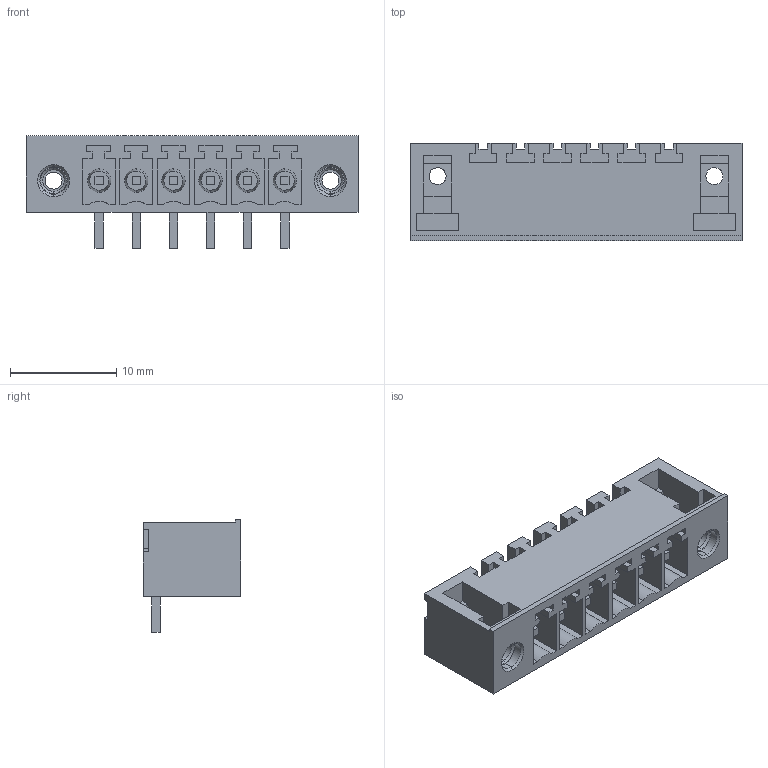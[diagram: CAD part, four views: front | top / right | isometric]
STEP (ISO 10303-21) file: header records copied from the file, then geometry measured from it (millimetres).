
FILE_DESCRIPTION(/* description */ (''),/* implementation_level */ '2;1');
FILE_NAME(/* name */ 'STE40ED',/* time_stamp */ '2021-12-23T17:36:33-05:00',/* author */ (''),/* organization */ (''),/* preprocessor_version */ 'ST-DEVELOPER v16.5',/* originating_system */ '',/* authorisation */ '');
FILE_SCHEMA (('AUTOMOTIVE_DESIGN_CC2'));
Length unit declared in the file: millimetre
Products named in the file (1): Document
Bounding box: 31.3 x 9.2 x 10.65 mm (x, y, z)
Volume: 1108.5 mm3; surface area: 2596.5 mm2
Topology: 13 solids, 13 shells, 413 faces, 1088 edges, 734 vertices
Faces by surface type: plane 349, cylinder 40, bspline 24
Entity records: 11669 total; most frequent: CARTESIAN_POINT 4043, ORIENTED_EDGE 2176, EDGE_CURVE 1088, B_SPLINE_CURVE_WITH_KNOTS 966, VERTEX_POINT 734, EDGE_LOOP 458, ADVANCED_FACE 413, FACE_OUTER_BOUND 413
